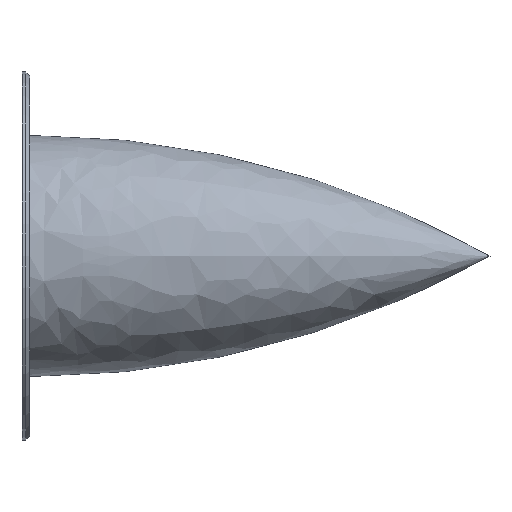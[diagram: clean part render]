
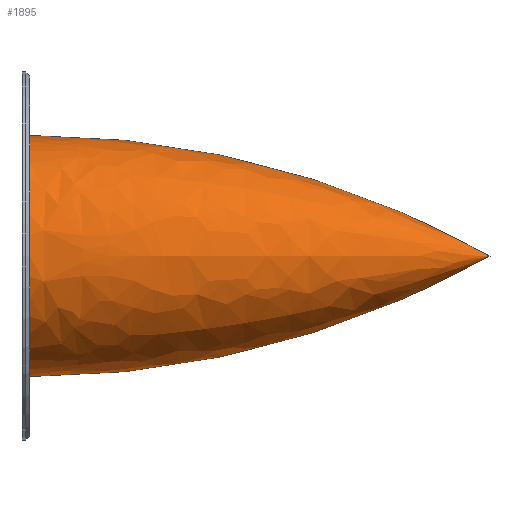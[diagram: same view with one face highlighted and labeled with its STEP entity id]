
A CAD part, top view. The second image highlights one B-rep face of the part: STEP entity #1895.
In plain terms, the highlighted free-form (B-spline) face has degree [3, 3] with [7, 4] control points.
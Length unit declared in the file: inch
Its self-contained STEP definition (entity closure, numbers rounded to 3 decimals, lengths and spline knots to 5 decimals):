
#543=CARTESIAN_POINT('',(903.,0.,0.));
#544=DIRECTION('',(1.,0.,0.));
#545=DIRECTION('',(0.,1.,0.));
#546=AXIS2_PLACEMENT_3D('',#543,#544,#545);
#895=CARTESIAN_POINT('',(903.,-533.22763,0.));
#896=DIRECTION('',(0.,0.,1.));
#897=DIRECTION('',(0.49,0.872,0.));
#898=AXIS2_PLACEMENT_3D('',#895,#896,#897);
#903=CARTESIAN_POINT('',(903.,533.22763,0.));
#904=DIRECTION('',(0.,0.,-1.));
#905=DIRECTION('',(0.49,-0.872,0.));
#906=AXIS2_PLACEMENT_3D('',#903,#904,#905);
#1181=CARTESIAN_POINT('',(1203.,0.,0.));
#1182=CARTESIAN_POINT('',(903.,78.5989,0.));
#1183=VERTEX_POINT('',#1181);
#1184=VERTEX_POINT('',#1182);
#1187=CARTESIAN_POINT('',(903.,-78.5989,0.));
#1188=VERTEX_POINT('',#1187);
#1859=CARTESIAN_POINT('',(896.7292,78.41173,-4.93325));
#1860=CARTESIAN_POINT('',(1004.56088,79.51481,-5.00265));
#1861=CARTESIAN_POINT('',(1109.01609,52.77209,-3.32014));
#1862=CARTESIAN_POINT('',(1203.,0.,0.));
#1863=CARTESIAN_POINT('',(896.7292,81.44765,43.32122));
#1864=CARTESIAN_POINT('',(1004.56088,82.59343,43.93065));
#1865=CARTESIAN_POINT('',(1109.01609,54.8153,29.15573));
#1866=CARTESIAN_POINT('',(1203.,0.,0.));
#1867=CARTESIAN_POINT('',(896.7292,48.34988,78.56677));
#1868=CARTESIAN_POINT('',(1004.56088,49.03005,79.67202));
#1869=CARTESIAN_POINT('',(1109.01609,32.54008,52.87643));
#1870=CARTESIAN_POINT('',(1203.,0.,0.));
#1871=CARTESIAN_POINT('',(896.7292,0.,
78.56677));
#1872=CARTESIAN_POINT('',(1004.56088,0.,
79.67202));
#1873=CARTESIAN_POINT('',(1109.01609,0.,52.87643));
#1874=CARTESIAN_POINT('',(1203.,0.,0.));
#1875=CARTESIAN_POINT('',(896.7292,-48.34988,78.56677));
#1876=CARTESIAN_POINT('',(1004.56088,-49.03005,79.67202));
#1877=CARTESIAN_POINT('',(1109.01609,-32.54008,52.87643));
#1878=CARTESIAN_POINT('',(1203.,0.,0.));
#1879=CARTESIAN_POINT('',(896.7292,-81.44765,43.32122));
#1880=CARTESIAN_POINT('',(1004.56088,-82.59343,43.93065));
#1881=CARTESIAN_POINT('',(1109.01609,-54.8153,29.15573));
#1882=CARTESIAN_POINT('',(1203.,0.,0.));
#1883=CARTESIAN_POINT('',(896.7292,-78.41173,
-4.93325));
#1884=CARTESIAN_POINT('',(1004.56088,-79.51481,
-5.00265));
#1885=CARTESIAN_POINT('',(1109.01609,-52.77209,
-3.32014));
#1886=CARTESIAN_POINT('',(1203.,0.,0.));
#1887=(BOUNDED_SURFACE()B_SPLINE_SURFACE(3,3,((#1859,#1860,#1861,#1862),(#1863,
#1864,#1865,#1866),(#1867,#1868,#1869,#1870),(#1871,#1872,#1873,#1874),(#1875,
#1876,#1877,#1878),(#1879,#1880,#1881,#1882),(#1883,#1884,#1885,#1886)),
.UNSPECIFIED.,.F.,.F.,.F.)B_SPLINE_SURFACE_WITH_KNOTS((4,3,4),(4,4),(0.,1.,
2.),(0.,1.),.UNSPECIFIED.)GEOMETRIC_REPRESENTATION_ITEM()RATIONAL_B_SPLINE_SURFACE(((1.208,1.18,1.18,1.208),(
0.954,0.932,0.932,0.954),(
0.954,0.932,0.932,0.954),(
1.208,1.18,1.18,1.208),(
0.954,0.932,0.932,0.954),(
0.954,0.932,0.932,0.954),(
1.208,1.18,1.18,1.208)))REPRESENTATION_ITEM('')SURFACE());
#1889=ORIENTED_EDGE('',*,*,#1888,.F.);
#1891=ORIENTED_EDGE('',*,*,#1890,.T.);
#1892=ORIENTED_EDGE('',*,*,#1727,.F.);
#1893=EDGE_LOOP('',(#1889,#1891,#1892));
#1894=FACE_OUTER_BOUND('',#1893,.F.);
#547=CIRCLE('',#546,78.5989);
#899=CIRCLE('',#898,611.82653);
#907=CIRCLE('',#906,611.82653);
#1727=EDGE_CURVE('',#1184,#1188,#547,.T.);
#1888=EDGE_CURVE('',#1183,#1184,#899,.T.);
#1890=EDGE_CURVE('',#1183,#1188,#907,.T.);
#1895=ADVANCED_FACE('',(#1894),#1887,.T.);
